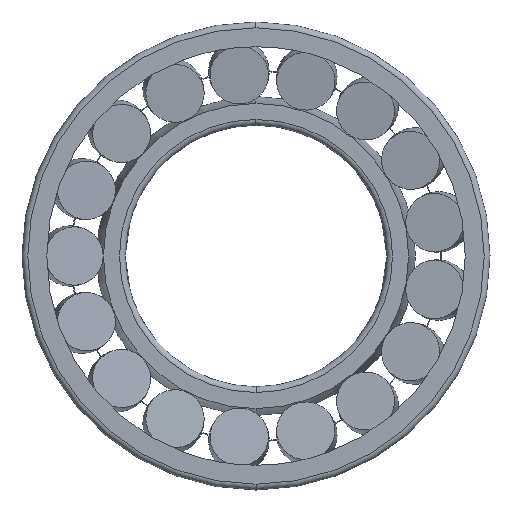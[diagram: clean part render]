
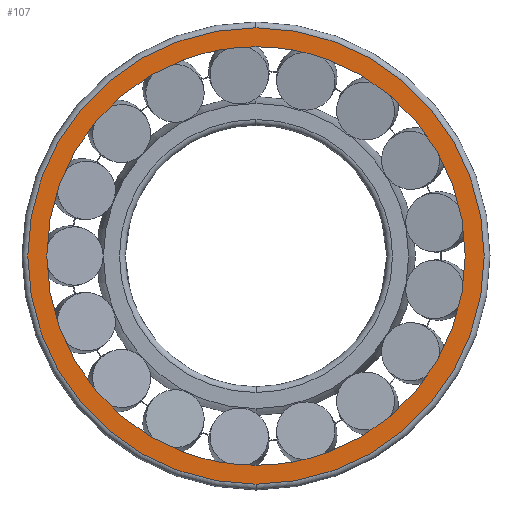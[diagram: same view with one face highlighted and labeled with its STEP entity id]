
A CAD part, left-side view. The second image highlights one B-rep face of the part: STEP entity #107.
In plain terms, the highlighted planar face has unit normal (-1, 0, 0).
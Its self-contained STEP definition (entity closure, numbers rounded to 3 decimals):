
#107=ADVANCED_FACE('',(#391,#392),#393,.T.);
#391=FACE_OUTER_BOUND('',#948,.T.);
#392=FACE_BOUND('',#949,.T.);
#393=PLANE('',#950);
#948=EDGE_LOOP('',(#1732,#1733,#1734));
#949=EDGE_LOOP('',(#1735,#1736,#1737));
#950=AXIS2_PLACEMENT_3D('',#1738,#1739,#1740);
#1732=ORIENTED_EDGE('',*,*,#3508,.F.);
#1733=ORIENTED_EDGE('',*,*,#3507,.F.);
#1734=ORIENTED_EDGE('',*,*,#3535,.F.);
#1735=ORIENTED_EDGE('',*,*,#3539,.T.);
#1736=ORIENTED_EDGE('',*,*,#3490,.T.);
#1737=ORIENTED_EDGE('',*,*,#3540,.T.);
#1738=CARTESIAN_POINT('',(0.,79.446,0.0));
#1739=DIRECTION('',(-1.0,0.,0.0));
#1740=DIRECTION('',(0.,-1.0,0.0));
#3490=EDGE_CURVE('',#4168,#4165,#4169,.T.);
#3507=EDGE_CURVE('',#4199,#4202,#4203,.T.);
#3508=EDGE_CURVE('',#4202,#4204,#4205,.T.);
#3535=EDGE_CURVE('',#4204,#4199,#4242,.T.);
#3539=EDGE_CURVE('',#4247,#4168,#4248,.T.);
#3540=EDGE_CURVE('',#4165,#4247,#4249,.T.);
#4165=VERTEX_POINT('',#5286);
#4168=VERTEX_POINT('',#5289);
#4169=CIRCLE('',#5290,75.992);
#4199=VERTEX_POINT('',#5322);
#4202=VERTEX_POINT('',#5325);
#4203=CIRCLE('',#5326,82.9);
#4204=VERTEX_POINT('',#5327);
#4205=CIRCLE('',#5328,82.9);
#4242=CIRCLE('',#5441,82.9);
#4247=VERTEX_POINT('',#5446);
#4248=CIRCLE('',#5447,75.992);
#4249=CIRCLE('',#5448,75.992);
#5286=CARTESIAN_POINT('',(0.,0.,-75.992));
#5289=CARTESIAN_POINT('',(0.,0.,75.992));
#5290=AXIS2_PLACEMENT_3D('',#11030,#11031,#11032);
#5322=CARTESIAN_POINT('',(0.0,0.,-82.9));
#5325=CARTESIAN_POINT('',(0.0,82.9,0.0));
#5326=AXIS2_PLACEMENT_3D('',#11077,#11078,#11079);
#5327=CARTESIAN_POINT('',(0.0,0.,82.9));
#5328=AXIS2_PLACEMENT_3D('',#11080,#11081,#11082);
#5441=AXIS2_PLACEMENT_3D('',#11134,#11135,#11136);
#5446=CARTESIAN_POINT('',(0.,75.992,0.0));
#5447=AXIS2_PLACEMENT_3D('',#11146,#11147,#11148);
#5448=AXIS2_PLACEMENT_3D('',#11149,#11150,#11151);
#11030=CARTESIAN_POINT('',(0.,0.0,0.0));
#11031=DIRECTION('',(1.0,0.0,0.0));
#11032=DIRECTION('',(0.0,1.0,0.0));
#11077=CARTESIAN_POINT('',(0.0,0.0,0.0));
#11078=DIRECTION('',(1.0,0.0,0.0));
#11079=DIRECTION('',(0.0,1.0,0.0));
#11080=CARTESIAN_POINT('',(0.0,0.0,0.0));
#11081=DIRECTION('',(1.0,0.0,0.0));
#11082=DIRECTION('',(0.0,1.0,0.0));
#11134=CARTESIAN_POINT('',(0.0,0.0,0.0));
#11135=DIRECTION('',(1.0,0.0,0.0));
#11136=DIRECTION('',(0.0,1.0,0.0));
#11146=CARTESIAN_POINT('',(0.,0.0,0.0));
#11147=DIRECTION('',(1.0,0.0,0.0));
#11148=DIRECTION('',(0.0,1.0,0.0));
#11149=CARTESIAN_POINT('',(0.,0.0,0.0));
#11150=DIRECTION('',(1.0,0.0,0.0));
#11151=DIRECTION('',(0.0,1.0,0.0));
